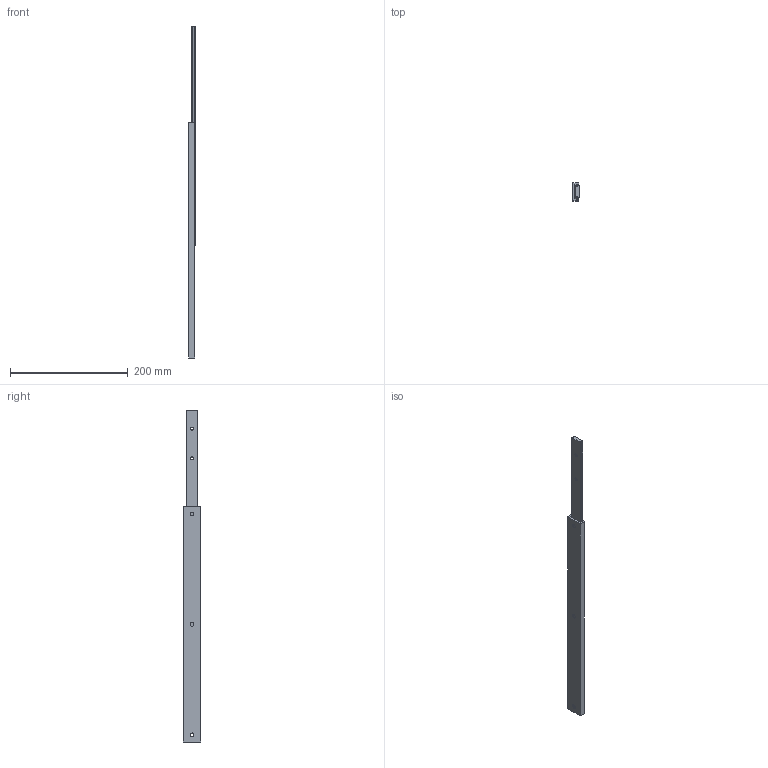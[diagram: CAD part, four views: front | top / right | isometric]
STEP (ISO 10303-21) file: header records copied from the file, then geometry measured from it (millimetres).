
FILE_DESCRIPTION (( 'STEP AP214' ), '1' );
FILE_NAME ('ows30-400.STEP', '2021-11-10T08:33:20', ( '' ), ( '' ), 'SwSTEP 2.0', 'SolidWorks 2020', '' );
FILE_SCHEMA (( 'AUTOMOTIVE_DESIGN' ));
Length unit declared in the file: millimetre
Products named in the file (4): Part8^ows30; masko30_400; ows30-400; zensko30_400
Assembly tree (2 placements, depth 2):
  Part8^ows30
  ows30-400
    masko30_400
    zensko30_400
Bounding box: 11 x 30 x 565 mm (x, y, z)
Volume: 97953.6 mm3; surface area: 58763.6 mm2
Topology: 2 solids, 2 shells, 76 faces, 190 edges, 120 vertices
Faces by surface type: plane 38, cylinder 22, cone 12, torus 4
Entity records: 2415 total; most frequent: DIRECTION 424, CARTESIAN_POINT 391, ORIENTED_EDGE 380, EDGE_CURVE 190, AXIS2_PLACEMENT_3D 153, VERTEX_POINT 120, VECTOR 118, LINE 118
